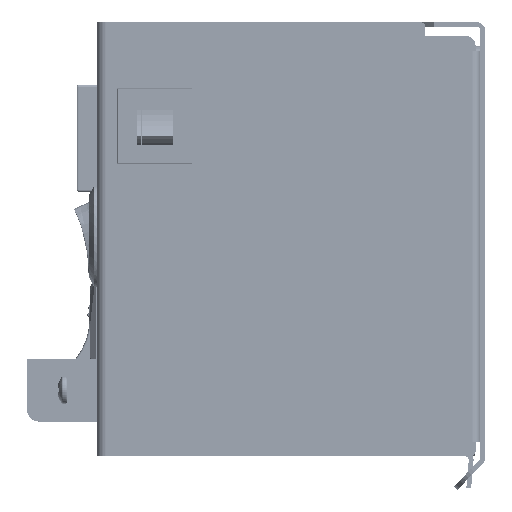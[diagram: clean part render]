
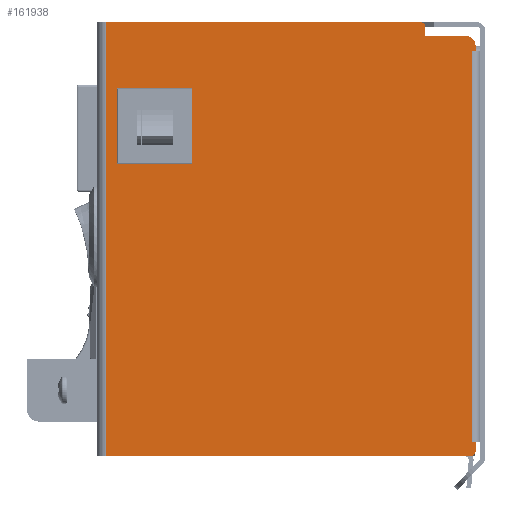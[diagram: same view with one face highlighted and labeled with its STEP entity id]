
A CAD part, left-side view. The second image highlights one B-rep face of the part: STEP entity #161938.
In plain terms, the highlighted planar face has unit normal (-1, 0, 0).
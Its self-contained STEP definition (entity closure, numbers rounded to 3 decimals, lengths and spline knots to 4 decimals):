
#1488=FACE_BOUND('',#25001,.T.);
#7238=PLANE('',#174283);
#15587=FACE_OUTER_BOUND('',#25000,.T.);
#25000=EDGE_LOOP('',(#125612,#125613,#125614,#125615,#125616,#125617,#125618,
#125619,#125620,#125621,#125622,#125623,#125624,#125625,#125626,#125627,
#125628));
#25001=EDGE_LOOP('',(#125629,#125630,#125631,#125632));
#35727=CIRCLE('',#174263,0.1);
#35736=CIRCLE('',#174284,0.05);
#35737=CIRCLE('',#174285,0.05);
#42095=LINE('',#290688,#56273);
#42414=LINE('',#291465,#56592);
#42426=LINE('',#291491,#56604);
#42432=LINE('',#291503,#56610);
#42433=LINE('',#291507,#56611);
#42439=LINE('',#291518,#56617);
#42440=LINE('',#291520,#56618);
#42442=LINE('',#291525,#56620);
#42446=LINE('',#291532,#56624);
#42449=LINE('',#291538,#56627);
#42459=LINE('',#291563,#56637);
#42541=LINE('',#291768,#56719);
#42553=LINE('',#291816,#56731);
#42554=LINE('',#291818,#56732);
#42555=LINE('',#291822,#56733);
#42556=LINE('',#291824,#56734);
#42557=LINE('',#291826,#56735);
#42558=LINE('',#291827,#56736);
#56273=VECTOR('',#199058,0.3937);
#56592=VECTOR('',#199683,0.3937);
#56604=VECTOR('',#199703,0.3937);
#56610=VECTOR('',#199711,0.3937);
#56611=VECTOR('',#199714,0.3937);
#56617=VECTOR('',#199722,0.3937);
#56618=VECTOR('',#199725,0.3937);
#56620=VECTOR('',#199729,0.3937);
#56624=VECTOR('',#199735,0.3937);
#56627=VECTOR('',#199740,0.3937);
#56637=VECTOR('',#199768,0.3937);
#56719=VECTOR('',#199968,0.3937);
#56731=VECTOR('',#200026,0.3937);
#56732=VECTOR('',#200027,0.3937);
#56733=VECTOR('',#200030,0.3937);
#56734=VECTOR('',#200031,0.3937);
#56735=VECTOR('',#200032,0.3937);
#56736=VECTOR('',#200033,0.3937);
#72432=VERTEX_POINT('',#290676);
#72434=VERTEX_POINT('',#290682);
#72710=VERTEX_POINT('',#291461);
#72712=VERTEX_POINT('',#291464);
#72720=VERTEX_POINT('',#291487);
#72722=VERTEX_POINT('',#291490);
#72725=VERTEX_POINT('',#291497);
#72727=VERTEX_POINT('',#291501);
#72728=VERTEX_POINT('',#291505);
#72729=VERTEX_POINT('',#291506);
#72733=VERTEX_POINT('',#291515);
#72734=VERTEX_POINT('',#291523);
#72735=VERTEX_POINT('',#291524);
#72739=VERTEX_POINT('',#291536);
#72809=VERTEX_POINT('',#291765);
#72818=VERTEX_POINT('',#291814);
#72819=VERTEX_POINT('',#291817);
#72820=VERTEX_POINT('',#291820);
#72821=VERTEX_POINT('',#291821);
#72822=VERTEX_POINT('',#291823);
#72823=VERTEX_POINT('',#291825);
#91702=EDGE_CURVE('',#72434,#72432,#42095,.T.);
#92075=EDGE_CURVE('',#72712,#72710,#42414,.T.);
#92087=EDGE_CURVE('',#72720,#72722,#42426,.T.);
#92093=EDGE_CURVE('',#72727,#72725,#42432,.T.);
#92094=EDGE_CURVE('',#72728,#72729,#42433,.T.);
#92100=EDGE_CURVE('',#72733,#72728,#42439,.T.);
#92101=EDGE_CURVE('',#72729,#72722,#42440,.T.);
#92103=EDGE_CURVE('',#72734,#72735,#42442,.T.);
#92107=EDGE_CURVE('',#72727,#72734,#42446,.T.);
#92110=EDGE_CURVE('',#72735,#72739,#42449,.T.);
#92124=EDGE_CURVE('',#72739,#72733,#42459,.T.);
#92226=EDGE_CURVE('',#72809,#72712,#42541,.T.);
#92227=EDGE_CURVE('',#72809,#72720,#35727,.T.);
#92249=EDGE_CURVE('',#72818,#72710,#35736,.T.);
#92250=EDGE_CURVE('',#72434,#72818,#42553,.T.);
#92251=EDGE_CURVE('',#72819,#72432,#42554,.T.);
#92252=EDGE_CURVE('',#72725,#72819,#35737,.T.);
#92253=EDGE_CURVE('',#72820,#72821,#42555,.T.);
#92254=EDGE_CURVE('',#72821,#72822,#42556,.T.);
#92255=EDGE_CURVE('',#72822,#72823,#42557,.T.);
#92256=EDGE_CURVE('',#72823,#72820,#42558,.T.);
#125612=ORIENTED_EDGE('',*,*,#92249,.F.);
#125613=ORIENTED_EDGE('',*,*,#92250,.F.);
#125614=ORIENTED_EDGE('',*,*,#91702,.T.);
#125615=ORIENTED_EDGE('',*,*,#92251,.F.);
#125616=ORIENTED_EDGE('',*,*,#92252,.F.);
#125617=ORIENTED_EDGE('',*,*,#92093,.F.);
#125618=ORIENTED_EDGE('',*,*,#92107,.T.);
#125619=ORIENTED_EDGE('',*,*,#92103,.T.);
#125620=ORIENTED_EDGE('',*,*,#92110,.T.);
#125621=ORIENTED_EDGE('',*,*,#92124,.T.);
#125622=ORIENTED_EDGE('',*,*,#92100,.T.);
#125623=ORIENTED_EDGE('',*,*,#92094,.T.);
#125624=ORIENTED_EDGE('',*,*,#92101,.T.);
#125625=ORIENTED_EDGE('',*,*,#92087,.F.);
#125626=ORIENTED_EDGE('',*,*,#92227,.F.);
#125627=ORIENTED_EDGE('',*,*,#92226,.T.);
#125628=ORIENTED_EDGE('',*,*,#92075,.T.);
#125629=ORIENTED_EDGE('',*,*,#92253,.T.);
#125630=ORIENTED_EDGE('',*,*,#92254,.T.);
#125631=ORIENTED_EDGE('',*,*,#92255,.T.);
#125632=ORIENTED_EDGE('',*,*,#92256,.T.);
#161938=ADVANCED_FACE('',(#15587,#1488),#7238,.T.);
#174263=AXIS2_PLACEMENT_3D('',#291770,#199971,#199972);
#174283=AXIS2_PLACEMENT_3D('',#291813,#200022,#200023);
#174284=AXIS2_PLACEMENT_3D('',#291815,#200024,#200025);
#174285=AXIS2_PLACEMENT_3D('',#291819,#200028,#200029);
#199058=DIRECTION('',(0.,0.,-1.));
#199683=DIRECTION('',(0.,0.,1.));
#199703=DIRECTION('',(0.,0.,-1.));
#199711=DIRECTION('',(0.,0.,-1.));
#199714=DIRECTION('',(0.,0.,1.));
#199722=DIRECTION('',(0.,1.,0.));
#199725=DIRECTION('',(0.,-1.,0.));
#199729=DIRECTION('',(0.,0.,1.));
#199735=DIRECTION('',(0.,1.,0.));
#199740=DIRECTION('',(0.,-1.,0.));
#199768=DIRECTION('',(0.,0.,1.));
#199968=DIRECTION('',(0.,1.,0.));
#199971=DIRECTION('center_axis',(1.,0.,0.));
#199972=DIRECTION('ref_axis',(0.,-0.707,
0.707));
#200022=DIRECTION('center_axis',(-1.,0.,0.));
#200023=DIRECTION('ref_axis',(0.,-1.,0.));
#200024=DIRECTION('center_axis',(1.,0.,0.));
#200025=DIRECTION('ref_axis',(0.,-0.707,
0.707));
#200026=DIRECTION('',(0.,-1.,0.));
#200027=DIRECTION('',(0.,1.,0.));
#200028=DIRECTION('center_axis',(1.,0.,0.));
#200029=DIRECTION('ref_axis',(0.,-0.707,-0.707));
#200030=DIRECTION('',(0.,1.,0.));
#200031=DIRECTION('',(0.,0.,1.));
#200032=DIRECTION('',(0.,-1.,0.));
#200033=DIRECTION('',(0.,0.,-1.));
#290676=CARTESIAN_POINT('',(2.03,5.766,-4.265));
#290682=CARTESIAN_POINT('',(2.03,5.766,0.048));
#290688=CARTESIAN_POINT('',(2.03,5.766,-2.1085));
#291461=CARTESIAN_POINT('',(2.03,2.596,-0.002));
#291464=CARTESIAN_POINT('',(2.03,2.596,-0.089));
#291465=CARTESIAN_POINT('',(2.03,2.596,-1.0988));
#291487=CARTESIAN_POINT('',(2.03,2.096,-0.189));
#291490=CARTESIAN_POINT('',(2.03,2.096,-0.2388));
#291491=CARTESIAN_POINT('',(2.03,2.096,0.048));
#291497=CARTESIAN_POINT('',(2.03,2.096,-4.215));
#291501=CARTESIAN_POINT('',(2.03,2.096,-4.1282));
#291503=CARTESIAN_POINT('',(2.03,2.096,0.048));
#291505=CARTESIAN_POINT('',(2.03,2.1362,-0.239));
#291506=CARTESIAN_POINT('',(2.03,2.1362,-0.2388));
#291507=CARTESIAN_POINT('',(2.03,2.1362,-1.1738));
#291515=CARTESIAN_POINT('',(2.03,2.136,-0.239));
#291518=CARTESIAN_POINT('',(2.03,3.0375,-0.239));
#291520=CARTESIAN_POINT('',(2.03,3.0576,-0.2388));
#291523=CARTESIAN_POINT('',(2.03,2.1362,-4.1282));
#291524=CARTESIAN_POINT('',(2.03,2.1362,-4.128));
#291525=CARTESIAN_POINT('',(2.03,2.1362,-3.1184));
#291532=CARTESIAN_POINT('',(2.03,3.0375,-4.1282));
#291536=CARTESIAN_POINT('',(2.03,2.136,-4.128));
#291538=CARTESIAN_POINT('',(2.03,3.0576,-4.128));
#291563=CARTESIAN_POINT('',(2.03,2.136,-3.1183));
#291765=CARTESIAN_POINT('',(2.03,2.196,-0.089));
#291768=CARTESIAN_POINT('',(2.03,3.0375,-0.089));
#291770=CARTESIAN_POINT('Origin',(2.03,2.196,-0.189));
#291813=CARTESIAN_POINT('Origin',(2.03,3.979,-2.1085));
#291814=CARTESIAN_POINT('',(2.03,2.646,0.048));
#291815=CARTESIAN_POINT('Origin',(2.03,2.646,-0.002));
#291816=CARTESIAN_POINT('',(2.03,5.766,0.048));
#291817=CARTESIAN_POINT('',(2.03,2.146,-4.265));
#291818=CARTESIAN_POINT('',(2.03,5.862,-4.265));
#291819=CARTESIAN_POINT('Origin',(2.03,2.146,-4.215));
#291820=CARTESIAN_POINT('',(2.03,4.909,-1.3585));
#291821=CARTESIAN_POINT('',(2.03,5.659,-1.3585));
#291822=CARTESIAN_POINT('',(2.03,4.841,-1.3585));
#291823=CARTESIAN_POINT('',(2.03,5.659,-0.6085));
#291824=CARTESIAN_POINT('',(2.03,5.659,-1.3365));
#291825=CARTESIAN_POINT('',(2.03,4.909,-0.6085));
#291826=CARTESIAN_POINT('',(2.03,4.422,-0.6085));
#291827=CARTESIAN_POINT('',(2.03,4.909,-1.7555));
